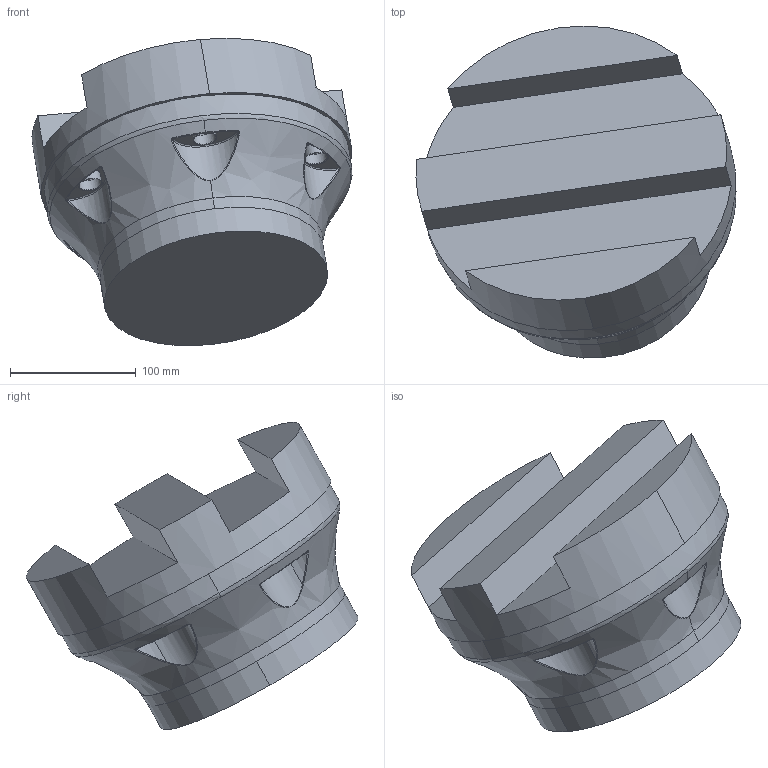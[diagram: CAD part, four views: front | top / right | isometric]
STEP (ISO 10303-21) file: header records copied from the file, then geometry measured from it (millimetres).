
FILE_DESCRIPTION (( 'STEP AP203' ), '1' );
FILE_NAME ('twoParts_Default_sldprt.STEP', '2025-02-12T21:25:27', ( '' ), ( '' ), 'SwSTEP 2.0', 'SolidWorks 2019', '' );
FILE_SCHEMA (( 'CONFIG_CONTROL_DESIGN' ));
Length unit declared in the file: millimetre
Products named in the file (1): twoParts_Default_sldprt
Bounding box: 254.77 x 264.23 x 244.66 mm (x, y, z)
Volume: 5227035.9 mm3; surface area: 311077.5 mm2
Topology: 2 solids, 2 shells, 179 faces, 400 edges, 236 vertices
Faces by surface type: cylinder 50, bspline 46, plane 43, cone 26, torus 14
Entity records: 11969 total; most frequent: CARTESIAN_POINT 8192, ORIENTED_EDGE 800, DIRECTION 734, EDGE_CURVE 400, AXIS2_PLACEMENT_3D 312, VERTEX_POINT 236, EDGE_LOOP 190, ADVANCED_FACE 179
